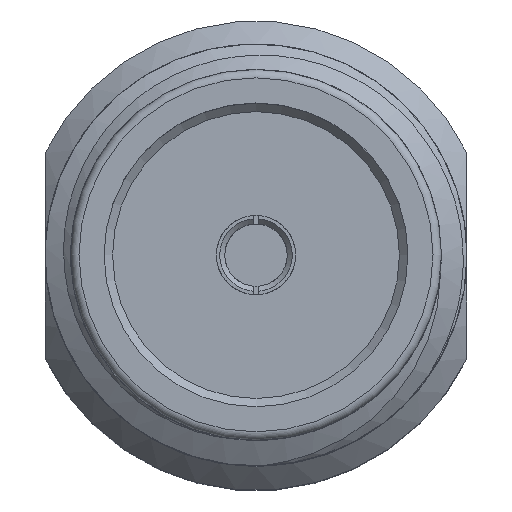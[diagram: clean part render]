
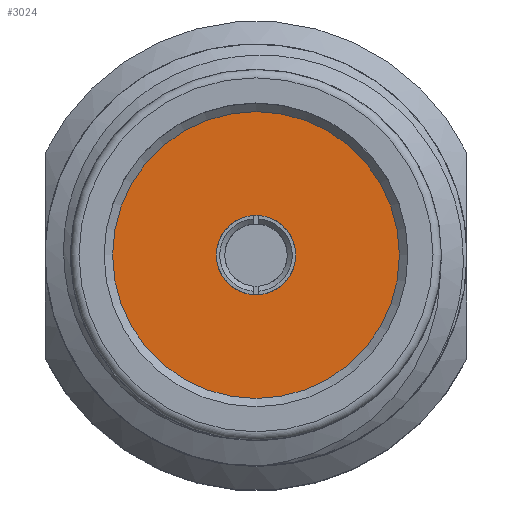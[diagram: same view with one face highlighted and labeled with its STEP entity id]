
A CAD part, top view. The second image highlights one B-rep face of the part: STEP entity #3024.
In plain terms, the highlighted planar face has unit normal (0, 0, 1).
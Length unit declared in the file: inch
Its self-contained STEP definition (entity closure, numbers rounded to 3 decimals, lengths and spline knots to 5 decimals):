
#52 = CARTESIAN_POINT ( 'NONE',  ( 0., 0., -0.075 ) ) ;
#79 = CARTESIAN_POINT ( 'NONE',  ( 0.0235, 0., -0.075 ) ) ;
#112 = VERTEX_POINT ( 'NONE', #79 ) ;
#123 = DIRECTION ( 'NONE',  ( 1., 0., 0. ) ) ;
#322 = CARTESIAN_POINT ( 'NONE',  ( 0., 0., -0.075 ) ) ;
#358 = FACE_OUTER_BOUND ( 'NONE', #3392, .T. ) ;
#396 = VERTEX_POINT ( 'NONE', #898 ) ;
#658 = CARTESIAN_POINT ( 'NONE',  ( 0., 0., -0.075 ) ) ;
#825 = CIRCLE ( 'NONE', #2496, 0.0235 ) ;
#898 = CARTESIAN_POINT ( 'NONE',  ( 0.085, 0., -0.075 ) ) ;
#1003 = FACE_BOUND ( 'NONE', #3602, .T. ) ;
#1057 = AXIS2_PLACEMENT_3D ( 'NONE', #658, #1505, #123 ) ;
#1442 = DIRECTION ( 'NONE',  ( 0., 0., 1. ) ) ;
#1505 = DIRECTION ( 'NONE',  ( 0., 0., 1. ) ) ;
#1726 = DIRECTION ( 'NONE',  ( 1., 0., 0. ) ) ;
#2022 = EDGE_CURVE ( 'NONE', #112, #112, #825, .T. ) ;
#2041 = EDGE_CURVE ( 'NONE', #396, #396, #3001, .T. ) ;
#2269 = ORIENTED_EDGE ( 'NONE', *, *, #2022, .F. ) ;
#2496 = AXIS2_PLACEMENT_3D ( 'NONE', #322, #2569, #1726 ) ;
#2569 = DIRECTION ( 'NONE',  ( 0., 0., 1. ) ) ;
#2578 = ORIENTED_EDGE ( 'NONE', *, *, #2041, .T. ) ;
#2644 = PLANE ( 'NONE',  #1057 ) ;
#2866 = AXIS2_PLACEMENT_3D ( 'NONE', #52, #1442, #2880 ) ;
#2880 = DIRECTION ( 'NONE',  ( 1., 0., 0. ) ) ;
#3001 = CIRCLE ( 'NONE', #2866, 0.085 ) ;
#3024 = ADVANCED_FACE ( 'NONE', ( #1003, #358 ), #2644, .T. ) ;
#3392 = EDGE_LOOP ( 'NONE', ( #2578 ) ) ;
#3602 = EDGE_LOOP ( 'NONE', ( #2269 ) ) ;
